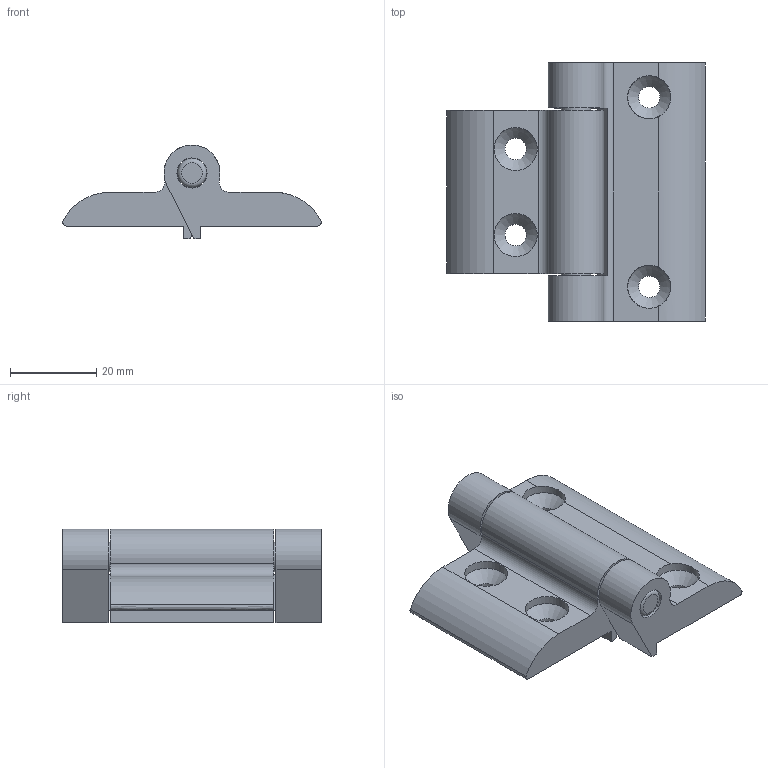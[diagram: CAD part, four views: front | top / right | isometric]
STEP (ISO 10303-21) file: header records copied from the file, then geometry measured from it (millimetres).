
FILE_DESCRIPTION(/* description */ ('CERNIERA 60x60 C/P D7 ALL. ANODIZZATO'),/* implementation_level */ '2;1');
FILE_NAME(/* name */ 'CCRYY0000013.stp',/* time_stamp */ '2020-07-08T16:55:35+02:00',/* author */ ('tecnico5'),/* organization */ (''),/* preprocessor_version */ 'ST-DEVELOPER v17.2',/* originating_system */ 'Autodesk Inventor 2019',/* authorisation */ '');
FILE_SCHEMA (('AUTOMOTIVE_DESIGN { 1 0 10303 214 3 1 1 }'));
Length unit declared in the file: millimetre
Products named in the file (4): CCRYY0000013; 440000016419; 440000016418; 958510007799
Assembly tree (3 placements, depth 2):
  CCRYY0000013
    440000016419
    440000016418
    958510007799
Bounding box: 60 x 60 x 21.79 mm (x, y, z)
Volume: 26691.8 mm3; surface area: 12921 mm2
Topology: 3 solids, 3 shells, 49 faces, 147 edges, 102 vertices
Faces by surface type: plane 22, cylinder 19, cone 4, bspline 2, torus 2
Full cylindrical faces by diameter (mm): 5 x4, 6.8 x1, 7 x3, 10 x4
Entity records: 1974 total; most frequent: CARTESIAN_POINT 423, DIRECTION 305, ORIENTED_EDGE 294, EDGE_CURVE 147, AXIS2_PLACEMENT_3D 118, VERTEX_POINT 102, LINE 69, VECTOR 69
